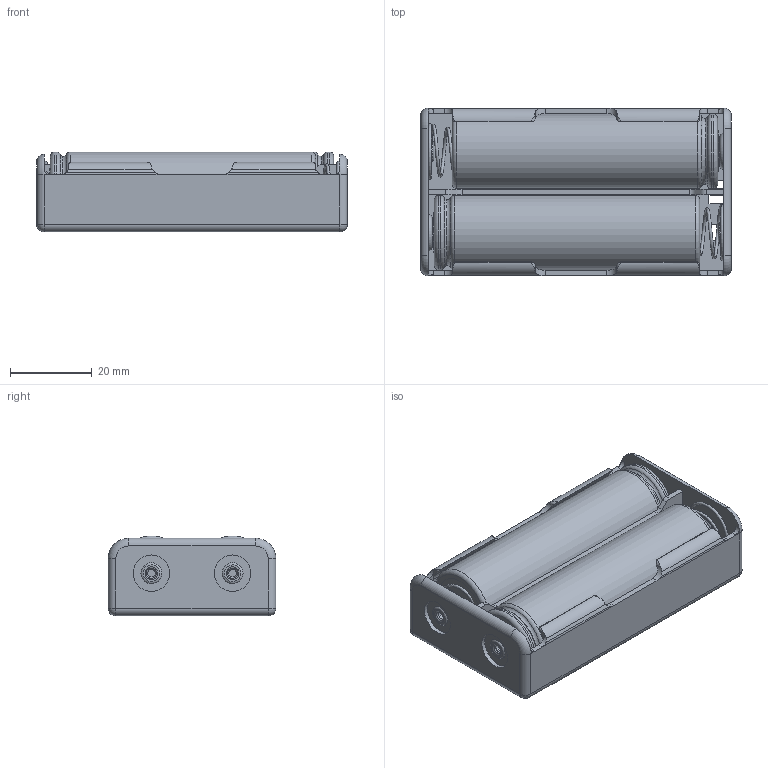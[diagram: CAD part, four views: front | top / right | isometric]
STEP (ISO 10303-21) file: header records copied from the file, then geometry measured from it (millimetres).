
FILE_DESCRIPTION(/* description */ ('18650'),/* implementation_level */ '2;1');
FILE_NAME(/* name */ 'Porta baterias 2x18650',/* time_stamp */ '2023-06-14T22:28:31-03:00',/* author */ ('Juan Manuel Dominici'),/* organization */ (''),/* preprocessor_version */ 'ST-DEVELOPER v16.7',/* originating_system */ 'Solid Edge',/* authorisation */ 'Unknown');
FILE_SCHEMA (('AUTOMOTIVE_DESIGN {1 0 10303 214 3 1 1}'));
Length unit declared in the file: millimetre
Products named in the file (6): Porta baterias 2x18650; Contacto_Helice_v2.0; Contacto_plano_v1.0; Bateria 18650; remache_v1.0
Assembly tree (11 placements, depth 2):
  Porta baterias 2x18650
    Porta baterias 2x18650
    Contacto_Helice_v2.0  x2
    Contacto_plano_v1.0  x2
    Bateria 18650  x2
    remache_v1.0  x4
Bounding box: 76 x 41 x 19.53 mm (x, y, z)
Volume: 45428.3 mm3; surface area: 25168.2 mm2
Topology: 11 solids, 11 shells, 334 faces, 817 edges, 532 vertices
Faces by surface type: plane 182, cylinder 100, torus 38, bspline 8, sphere 4, cone 2
Full cylindrical faces by diameter (mm): 1.9 x4, 2.5 x10, 3.1 x2, 4 x4, 8.9 x4, 10 x2, 11 x2, 14 x2, 18.2 x4
Entity records: 9759 total; most frequent: CARTESIAN_POINT 2840, ORIENTED_EDGE 1332, DIRECTION 1325, EDGE_CURVE 666, VERTEX_POINT 457, LINE 443, VECTOR 443, AXIS2_PLACEMENT_3D 441
